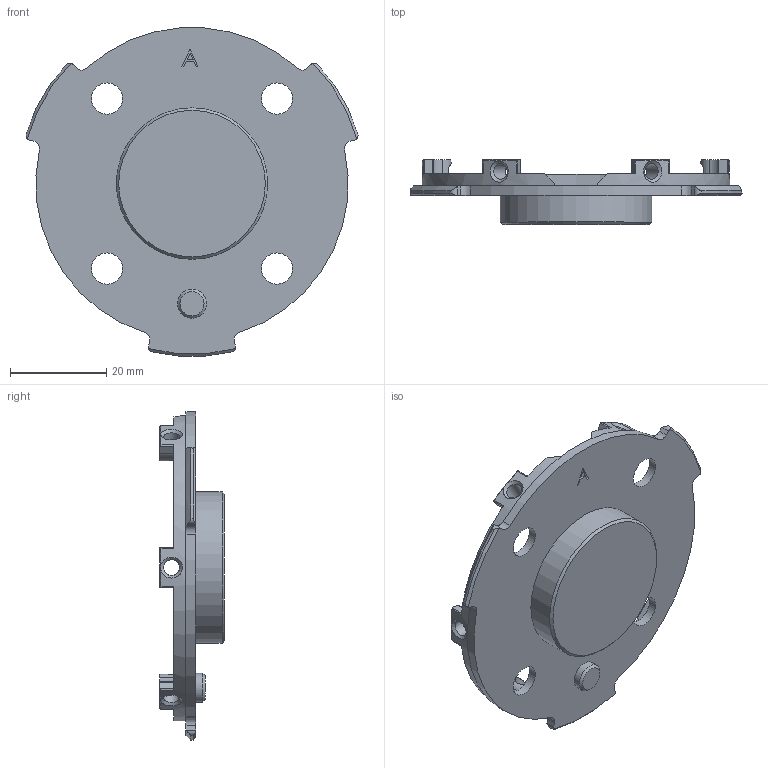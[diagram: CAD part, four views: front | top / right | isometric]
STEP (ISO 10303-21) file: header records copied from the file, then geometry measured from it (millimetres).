
FILE_DESCRIPTION (( 'STEP AP214' ), '1' );
FILE_NAME ('100513.step', '2020-03-11T08:27:17', ( '' ), ( '' ), 'SwSTEP 2.0', 'SolidWorks 2019', '' );
FILE_SCHEMA (( 'AUTOMOTIVE_DESIGN' ));
Length unit declared in the file: millimetre
Products named in the file (1): 100513
Bounding box: 69.07 x 13.5 x 68.28 mm (x, y, z)
Volume: 12773.6 mm3; surface area: 9565.4 mm2
Topology: 1 solids, 1 shells, 183 faces, 522 edges, 346 vertices
Faces by surface type: cylinder 84, plane 79, cone 20
Full cylindrical faces by diameter (mm): 3.3 x6, 6 x1, 6.5 x4, 10.5 x4, 31.5 x1
Entity records: 6692 total; most frequent: CARTESIAN_POINT 1830, DIRECTION 1006, ORIENTED_EDGE 980, EDGE_CURVE 490, AXIS2_PLACEMENT_3D 378, VERTEX_POINT 338, LINE 250, VECTOR 250
